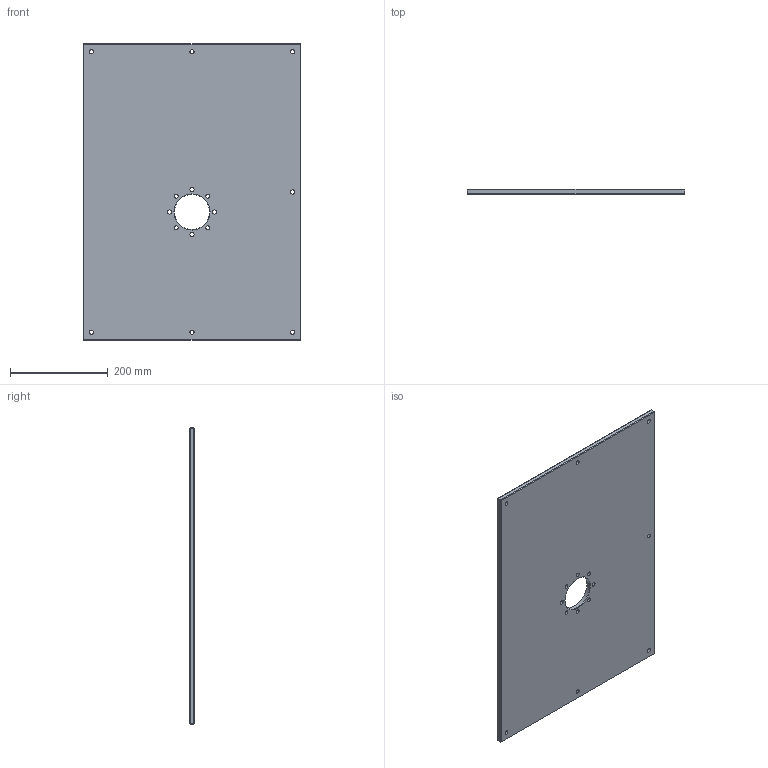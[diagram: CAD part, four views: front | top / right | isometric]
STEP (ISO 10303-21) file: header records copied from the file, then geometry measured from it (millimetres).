
FILE_DESCRIPTION(('FreeCAD Model'),'2;1');
FILE_NAME('Open CASCADE Shape Model','2024-02-06T17:32:26',(''),(''), 'Open CASCADE STEP processor 7.6','FreeCAD','Unknown');
FILE_SCHEMA(('AUTOMOTIVE_DESIGN { 1 0 10303 214 1 1 1 1 }'));
Length unit declared in the file: millimetre
Products named in the file (1): Chamfer001 (Solid)
Bounding box: 446 x 10 x 608 mm (x, y, z)
Volume: 2660301.3 mm3; surface area: 557072.3 mm2
Topology: 1 solids, 1 shells, 52 faces, 124 edges, 74 vertices
Faces by surface type: plane 26, cylinder 24, cone 2
Full cylindrical faces by diameter (mm): 8.4 x7, 72 x1
Entity records: 3184 total; most frequent: DIRECTION 524, CARTESIAN_POINT 503, LINE 270, VECTOR 270, ORIENTED_EDGE 248, PCURVE 248, DEFINITIONAL_REPRESENTATION 248, EDGE_CURVE 124
